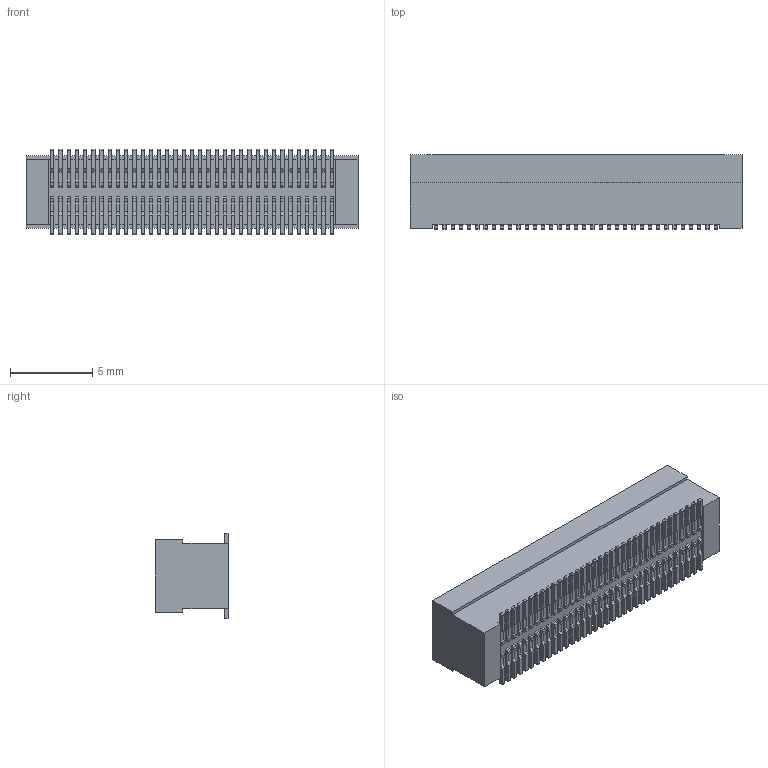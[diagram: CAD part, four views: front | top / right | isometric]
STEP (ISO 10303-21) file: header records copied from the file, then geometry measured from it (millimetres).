
FILE_DESCRIPTION (( 'STEP AP214' ), '1' );
FILE_NAME ('FBB05003-F70S1003K6MH45-REF.STEP', '2025-04-18T02:36:43', ( '' ), ( '' ), 'SwSTEP 2.0', 'SolidWorks 2021', '' );
FILE_SCHEMA (( 'AUTOMOTIVE_DESIGN' ));
Length unit declared in the file: millimetre
Products named in the file (1): FBB05003-F70S1003K6MH45-REF
Bounding box: 20.2 x 4.5 x 5.2 mm (x, y, z)
Volume: 297.3 mm3; surface area: 1009.1 mm2
Topology: 1 solids, 1 shells, 2688 faces, 7702 edges, 5088 vertices
Faces by surface type: plane 2548, cylinder 140
Entity records: 86060 total; most frequent: CARTESIAN_POINT 15479, ORIENTED_EDGE 15404, DIRECTION 13360, EDGE_CURVE 7702, VECTOR 7422, LINE 7422, VERTEX_POINT 5088, AXIS2_PLACEMENT_3D 2969
